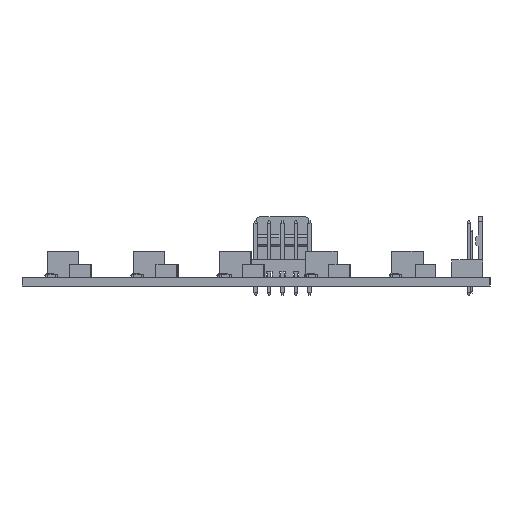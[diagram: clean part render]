
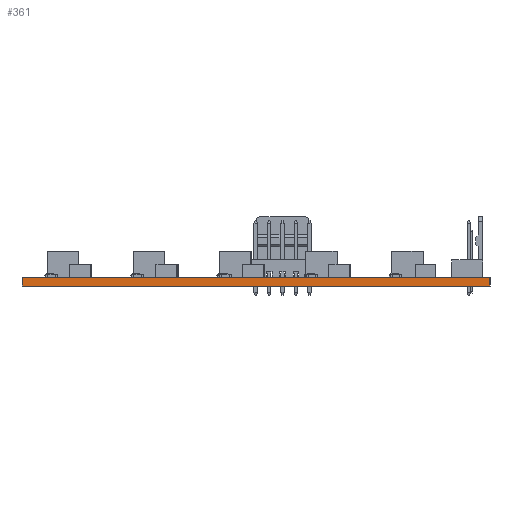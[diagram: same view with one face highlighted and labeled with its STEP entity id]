
A CAD part, left-side view. The second image highlights one B-rep face of the part: STEP entity #361.
In plain terms, the highlighted planar face has unit normal (-1, 0, 0).
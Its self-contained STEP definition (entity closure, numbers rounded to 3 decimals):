
#361 = ADVANCED_FACE('',(#362),#396,.T.);
#362 = FACE_BOUND('',#363,.T.);
#363 = EDGE_LOOP('',(#364,#374,#382,#390));
#364 = ORIENTED_EDGE('',*,*,#365,.T.);
#365 = EDGE_CURVE('',#366,#368,#370,.T.);
#366 = VERTEX_POINT('',#367);
#367 = CARTESIAN_POINT('',(0.127,0.127,0.));
#368 = VERTEX_POINT('',#369);
#369 = CARTESIAN_POINT('',(0.127,0.127,1.595));
#370 = LINE('',#371,#372);
#371 = CARTESIAN_POINT('',(0.127,0.127,0.));
#372 = VECTOR('',#373,1.);
#373 = DIRECTION('',(0.,0.,1.));
#374 = ORIENTED_EDGE('',*,*,#375,.T.);
#375 = EDGE_CURVE('',#368,#376,#378,.T.);
#376 = VERTEX_POINT('',#377);
#377 = CARTESIAN_POINT('',(0.127,88.519,1.595));
#378 = LINE('',#379,#380);
#379 = CARTESIAN_POINT('',(0.127,0.127,1.595));
#380 = VECTOR('',#381,1.);
#381 = DIRECTION('',(0.,1.,0.));
#382 = ORIENTED_EDGE('',*,*,#383,.F.);
#383 = EDGE_CURVE('',#384,#376,#386,.T.);
#384 = VERTEX_POINT('',#385);
#385 = CARTESIAN_POINT('',(0.127,88.519,0.));
#386 = LINE('',#387,#388);
#387 = CARTESIAN_POINT('',(0.127,88.519,0.));
#388 = VECTOR('',#389,1.);
#389 = DIRECTION('',(0.,0.,1.));
#390 = ORIENTED_EDGE('',*,*,#391,.F.);
#391 = EDGE_CURVE('',#366,#384,#392,.T.);
#392 = LINE('',#393,#394);
#393 = CARTESIAN_POINT('',(0.127,0.127,0.));
#394 = VECTOR('',#395,1.);
#395 = DIRECTION('',(0.,1.,0.));
#396 = PLANE('',#397);
#397 = AXIS2_PLACEMENT_3D('',#398,#399,#400);
#398 = CARTESIAN_POINT('',(0.127,0.127,0.));
#399 = DIRECTION('',(-1.,0.,0.));
#400 = DIRECTION('',(0.,1.,0.));
